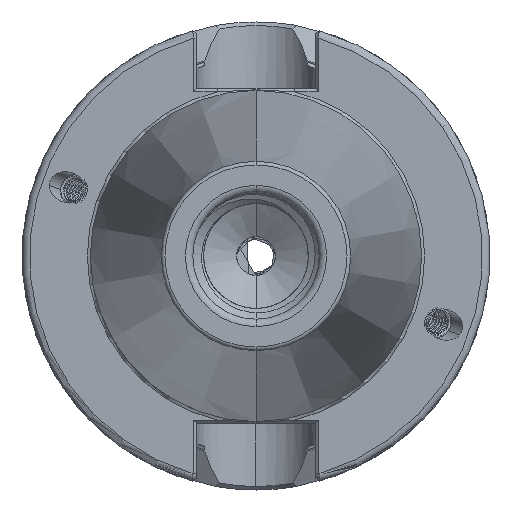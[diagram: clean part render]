
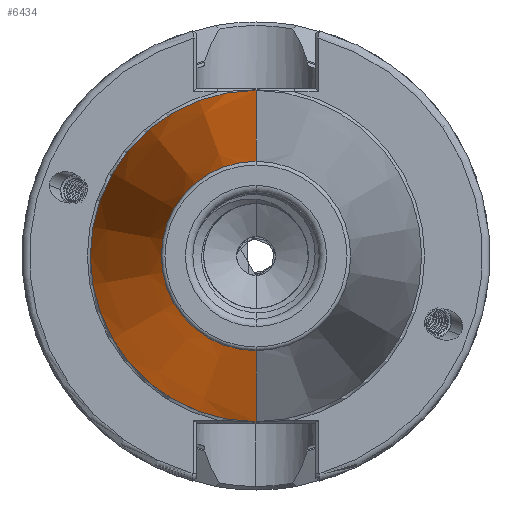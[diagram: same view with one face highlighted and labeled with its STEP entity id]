
A CAD part, left-side view. The second image highlights one B-rep face of the part: STEP entity #6434.
In plain terms, the highlighted conical face has half-angle 8.297 degrees and reference radius 22.298 mm.
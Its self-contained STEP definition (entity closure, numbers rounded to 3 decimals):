
#106 = EDGE_CURVE ( 'NONE', #3959, #1268, #642, .T. ) ;
#108 = EDGE_CURVE ( 'NONE', #1270, #1268, #4402, .T. ) ;
#109 = EDGE_CURVE ( 'NONE', #1269, #1270, #643, .T. ) ;
#110 = EDGE_CURVE ( 'NONE', #1269, #3959, #4408, .T. ) ;
#642 = CIRCLE ( 'NONE', #4567, 22.298 ) ;
#643 = CIRCLE ( 'NONE', #4559, 12.75 ) ;
#1209 = EDGE_LOOP ( 'NONE', ( #4870, #4728, #4727, #4729 ) ) ;
#1268 = VERTEX_POINT ( 'NONE', #8592 ) ;
#1269 = VERTEX_POINT ( 'NONE', #8593 ) ;
#1270 = VERTEX_POINT ( 'NONE', #8594 ) ;
#3702 = FACE_OUTER_BOUND ( 'NONE', #1209, .T. ) ;
#3705 = AXIS2_PLACEMENT_3D ( 'NONE', #9427, #9428, #9429 ) ;
#3959 = VERTEX_POINT ( 'NONE', #8791 ) ;
#4395 = CARTESIAN_POINT ( 'NONE',  ( -1.5, 0., 0. ) ) ;
#4396 = DIRECTION ( 'NONE',  ( 1., 0., 0. ) ) ;
#4397 = DIRECTION ( 'NONE',  ( 0., 0., -1. ) ) ;
#4398 = CARTESIAN_POINT ( 'NONE',  ( -66.972, 0., 0. ) ) ;
#4402 = LINE ( 'NONE', #4403, #4558 ) ;
#4403 = CARTESIAN_POINT ( 'NONE',  ( -1.5, 0., 22.298 ) ) ;
#4404 = DIRECTION ( 'NONE',  ( 0.99, 0., 0.144 ) ) ;
#4405 = DIRECTION ( 'NONE',  ( 1., 0., 0. ) ) ;
#4406 = DIRECTION ( 'NONE',  ( 0., 0., -1. ) ) ;
#4408 = LINE ( 'NONE', #4409, #4555 ) ;
#4409 = CARTESIAN_POINT ( 'NONE',  ( -1.5, 0., -22.298 ) ) ;
#4410 = DIRECTION ( 'NONE',  ( 0.99, 0., -0.144 ) ) ;
#4555 = VECTOR ( 'NONE', #4410, 1000. ) ;
#4558 = VECTOR ( 'NONE', #4404, 1000. ) ;
#4559 = AXIS2_PLACEMENT_3D ( 'NONE', #4398, #4405, #4406 ) ;
#4567 = AXIS2_PLACEMENT_3D ( 'NONE', #4395, #4396, #4397 ) ;
#4727 = ORIENTED_EDGE ( 'NONE', *, *, #106, .F. ) ;
#4728 = ORIENTED_EDGE ( 'NONE', *, *, #108, .T. ) ;
#4729 = ORIENTED_EDGE ( 'NONE', *, *, #110, .F. ) ;
#4870 = ORIENTED_EDGE ( 'NONE', *, *, #109, .T. ) ;
#5928 = CONICAL_SURFACE ( 'NONE', #3705, 22.298, 0.145 ) ;
#6434 = ADVANCED_FACE ( 'NONE', ( #3702 ), #5928, .T. ) ;
#8592 = CARTESIAN_POINT ( 'NONE',  ( -1.5, 0., 22.298 ) ) ;
#8593 = CARTESIAN_POINT ( 'NONE',  ( -66.972, 0., -12.75 ) ) ;
#8594 = CARTESIAN_POINT ( 'NONE',  ( -66.972, 0., 12.75 ) ) ;
#8791 = CARTESIAN_POINT ( 'NONE',  ( -1.5, 0., -22.298 ) ) ;
#9427 = CARTESIAN_POINT ( 'NONE',  ( -1.5, 0., 0. ) ) ;
#9428 = DIRECTION ( 'NONE',  ( 1., 0., 0. ) ) ;
#9429 = DIRECTION ( 'NONE',  ( 0., 0., -1. ) ) ;
